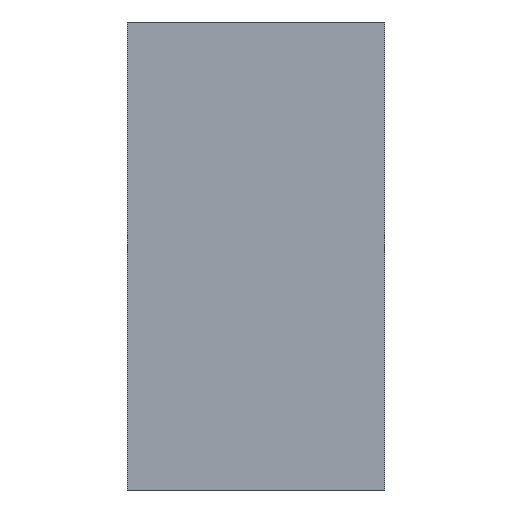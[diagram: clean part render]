
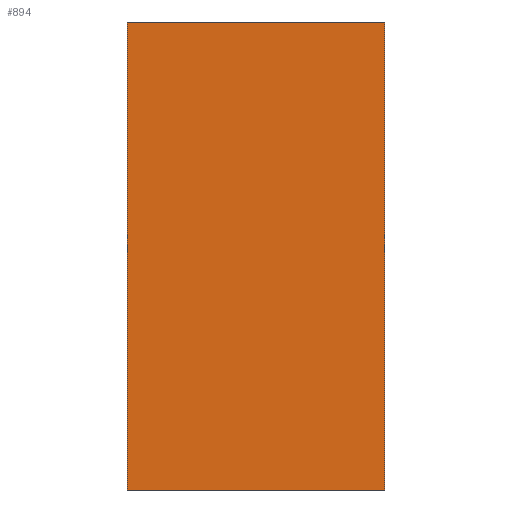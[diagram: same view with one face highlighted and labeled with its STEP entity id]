
A CAD part, front view. The second image highlights one B-rep face of the part: STEP entity #894.
In plain terms, the highlighted planar face has unit normal (0, -1, 0).
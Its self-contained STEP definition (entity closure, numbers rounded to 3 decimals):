
#26 = CARTESIAN_POINT ( 'NONE',  ( -10., 0., 0. ) ) ;
#105 = VERTEX_POINT ( 'NONE', #707 ) ;
#140 = DIRECTION ( 'NONE',  ( 0., -1., 0. ) ) ;
#145 = PLANE ( 'NONE',  #170 ) ;
#155 = DIRECTION ( 'NONE',  ( 0., 0., -1. ) ) ;
#170 = AXIS2_PLACEMENT_3D ( 'NONE', #340, #140, #1107 ) ;
#184 = VERTEX_POINT ( 'NONE', #289 ) ;
#264 = CARTESIAN_POINT ( 'NONE',  ( -10., 0., -100. ) ) ;
#289 = CARTESIAN_POINT ( 'NONE',  ( 45., 0., 0. ) ) ;
#311 = VECTOR ( 'NONE', #1077, 1000. ) ;
#317 = DIRECTION ( 'NONE',  ( -1., 0., 0. ) ) ;
#340 = CARTESIAN_POINT ( 'NONE',  ( 0., 0., 0. ) ) ;
#346 = LINE ( 'NONE', #1023, #1095 ) ;
#378 = VERTEX_POINT ( 'NONE', #26 ) ;
#382 = LINE ( 'NONE', #1132, #390 ) ;
#390 = VECTOR ( 'NONE', #1036, 1000. ) ;
#423 = EDGE_CURVE ( 'NONE', #105, #972, #887, .T. ) ;
#427 = ORIENTED_EDGE ( 'NONE', *, *, #555, .F. ) ;
#555 = EDGE_CURVE ( 'NONE', #184, #105, #346, .T. ) ;
#695 = ORIENTED_EDGE ( 'NONE', *, *, #720, .F. ) ;
#707 = CARTESIAN_POINT ( 'NONE',  ( 45., 0., -100. ) ) ;
#720 = EDGE_CURVE ( 'NONE', #972, #378, #382, .T. ) ;
#774 = ORIENTED_EDGE ( 'NONE', *, *, #787, .F. ) ;
#787 = EDGE_CURVE ( 'NONE', #378, #184, #986, .T. ) ;
#788 = EDGE_LOOP ( 'NONE', ( #774, #695, #926, #427 ) ) ;
#872 = CARTESIAN_POINT ( 'NONE',  ( 0., 0., 0. ) ) ;
#887 = LINE ( 'NONE', #977, #971 ) ;
#894 = ADVANCED_FACE ( 'NONE', ( #1194 ), #145, .T. ) ;
#926 = ORIENTED_EDGE ( 'NONE', *, *, #423, .F. ) ;
#971 = VECTOR ( 'NONE', #317, 1000. ) ;
#972 = VERTEX_POINT ( 'NONE', #264 ) ;
#977 = CARTESIAN_POINT ( 'NONE',  ( 40., 0., -100. ) ) ;
#986 = LINE ( 'NONE', #872, #311 ) ;
#1023 = CARTESIAN_POINT ( 'NONE',  ( 45., 0., 0. ) ) ;
#1036 = DIRECTION ( 'NONE',  ( 0., 0., 1. ) ) ;
#1077 = DIRECTION ( 'NONE',  ( 1., 0., 0. ) ) ;
#1095 = VECTOR ( 'NONE', #155, 1000. ) ;
#1107 = DIRECTION ( 'NONE',  ( 0., 0., -1. ) ) ;
#1132 = CARTESIAN_POINT ( 'NONE',  ( -10., 0., -100. ) ) ;
#1194 = FACE_OUTER_BOUND ( 'NONE', #788, .T. ) ;
